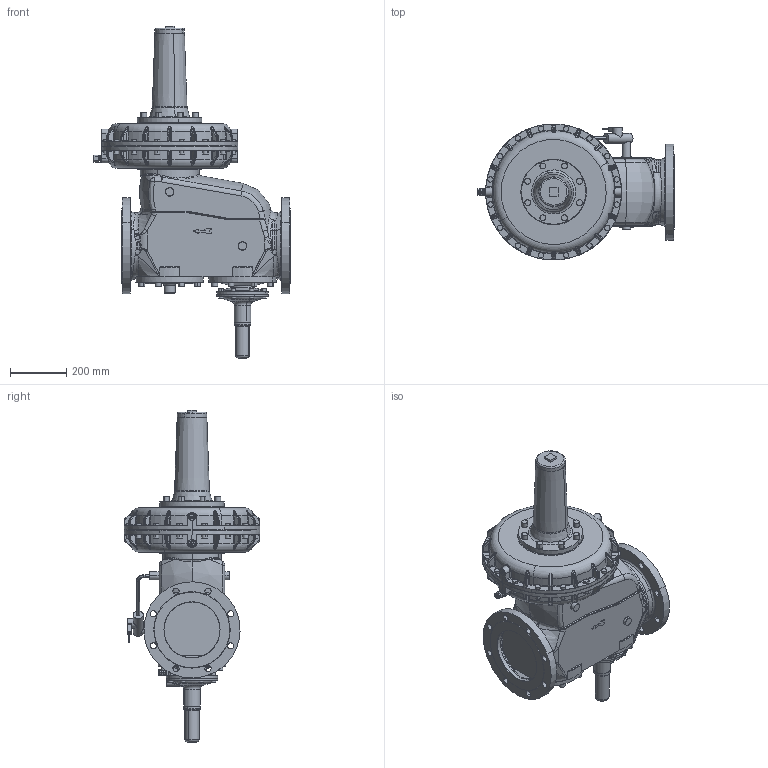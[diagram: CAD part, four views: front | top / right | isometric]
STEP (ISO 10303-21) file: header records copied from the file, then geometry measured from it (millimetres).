
FILE_DESCRIPTION(('CATIA V5 STEP Exchange'),'2;1');
FILE_NAME('RS250 DN200 485 ANSI.stp','2023-04-28T06:22:10+00:00',('none'),('none'),'CATIA Version 5-6 Release 2018 SP2','CATIA V5 STEP AP203','none');
FILE_SCHEMA(('CONFIG_CONTROL_DESIGN'));
Products named in the file (1): Product3
Assembly tree (2 placements, depth 2):
  Product3
    #57
    #130320
Bounding box: 700.3 x 485 x 1184.5 mm (x, y, z)
Volume: 77704400 mm3; surface area: 2014115.7 mm2
Topology: 3 solids, 31 shells, 2510 faces, 6029 edges, 3478 vertices
Faces by surface type: cylinder 881, bspline 559, torus 511, plane 388, cone 140, sphere 30, revolution 1
Entity records: 133577 total; most frequent: CARTESIAN_POINT 86754, ORIENTED_EDGE 11632, EDGE_CURVE 5816, DIRECTION 5776, VERTEX_POINT 3478, AXIS2_PLACEMENT_3D 3247, EDGE_LOOP 2662, ADVANCED_FACE 2510
